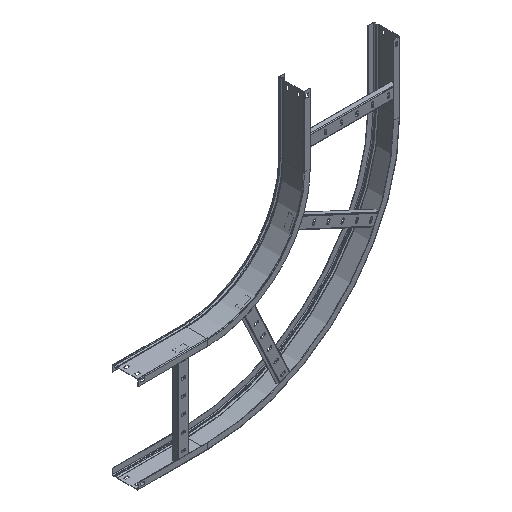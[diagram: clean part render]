
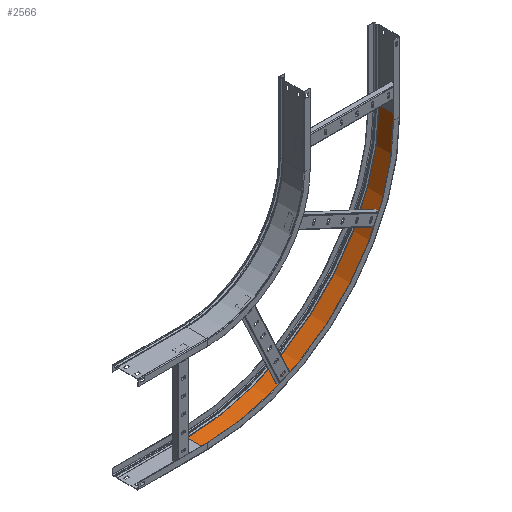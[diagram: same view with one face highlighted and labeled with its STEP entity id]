
A CAD part, isometric view. The second image highlights one B-rep face of the part: STEP entity #2566.
In plain terms, the highlighted cylindrical face has radius 598.8 mm (diameter 1197.6 mm), a partial arc.
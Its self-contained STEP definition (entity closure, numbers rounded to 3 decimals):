
#3 = CARTESIAN_POINT ( 'NONE',  ( 598.8, 2.2, 0. ) ) ;
#107 = LINE ( 'NONE', #1263, #6741 ) ;
#235 = ORIENTED_EDGE ( 'NONE', *, *, #8207, .F. ) ;
#267 = CIRCLE ( 'NONE', #5635, 598.8 ) ;
#845 = VERTEX_POINT ( 'NONE', #3 ) ;
#947 = AXIS2_PLACEMENT_3D ( 'NONE', #2262, #5525, #8066 ) ;
#965 = CIRCLE ( 'NONE', #947, 598.8 ) ;
#1070 = FACE_OUTER_BOUND ( 'NONE', #2549, .T. ) ;
#1263 = CARTESIAN_POINT ( 'NONE',  ( 598.8, 0., 0. ) ) ;
#1907 = CARTESIAN_POINT ( 'NONE',  ( 0., 0., 0. ) ) ;
#2024 = DIRECTION ( 'NONE',  ( 0., 0., 1. ) ) ;
#2091 = ORIENTED_EDGE ( 'NONE', *, *, #7780, .F. ) ;
#2262 = CARTESIAN_POINT ( 'NONE',  ( 0., 2.2, 0. ) ) ;
#2464 = EDGE_CURVE ( 'NONE', #2809, #7490, #267, .T. ) ;
#2549 = EDGE_LOOP ( 'NONE', ( #6780, #2091, #235, #7729 ) ) ;
#2566 = ADVANCED_FACE ( 'NONE', ( #1070 ), #7014, .F. ) ;
#2577 = VECTOR ( 'NONE', #8011, 1000. ) ;
#2809 = VERTEX_POINT ( 'NONE', #7981 ) ;
#3852 = DIRECTION ( 'NONE',  ( 0., 1., 0. ) ) ;
#3911 = AXIS2_PLACEMENT_3D ( 'NONE', #1907, #3852, #2024 ) ;
#4522 = DIRECTION ( 'NONE',  ( 0., 1., 0. ) ) ;
#4847 = CARTESIAN_POINT ( 'NONE',  ( 0., 2.2, -598.8 ) ) ;
#4985 = CARTESIAN_POINT ( 'NONE',  ( 0., 2.2, -598.8 ) ) ;
#4999 = LINE ( 'NONE', #4847, #2577 ) ;
#5525 = DIRECTION ( 'NONE',  ( 0., 1., 0. ) ) ;
#5635 = AXIS2_PLACEMENT_3D ( 'NONE', #6370, #7077, #5740 ) ;
#5740 = DIRECTION ( 'NONE',  ( 0., 0., 1. ) ) ;
#6370 = CARTESIAN_POINT ( 'NONE',  ( 0., 64.026, 0. ) ) ;
#6461 = CARTESIAN_POINT ( 'NONE',  ( 0., 64.026, -598.8 ) ) ;
#6741 = VECTOR ( 'NONE', #4522, 1000. ) ;
#6780 = ORIENTED_EDGE ( 'NONE', *, *, #2464, .T. ) ;
#6839 = VERTEX_POINT ( 'NONE', #4985 ) ;
#7014 = CYLINDRICAL_SURFACE ( 'NONE', #3911, 598.8 ) ;
#7077 = DIRECTION ( 'NONE',  ( 0., 1., 0. ) ) ;
#7490 = VERTEX_POINT ( 'NONE', #6461 ) ;
#7497 = EDGE_CURVE ( 'NONE', #845, #2809, #107, .T. ) ;
#7729 = ORIENTED_EDGE ( 'NONE', *, *, #7497, .T. ) ;
#7780 = EDGE_CURVE ( 'NONE', #6839, #7490, #4999, .T. ) ;
#7981 = CARTESIAN_POINT ( 'NONE',  ( 598.8, 64.026, 0. ) ) ;
#8011 = DIRECTION ( 'NONE',  ( 0., 1., 0. ) ) ;
#8066 = DIRECTION ( 'NONE',  ( 0., 0., 1. ) ) ;
#8207 = EDGE_CURVE ( 'NONE', #845, #6839, #965, .T. ) ;
